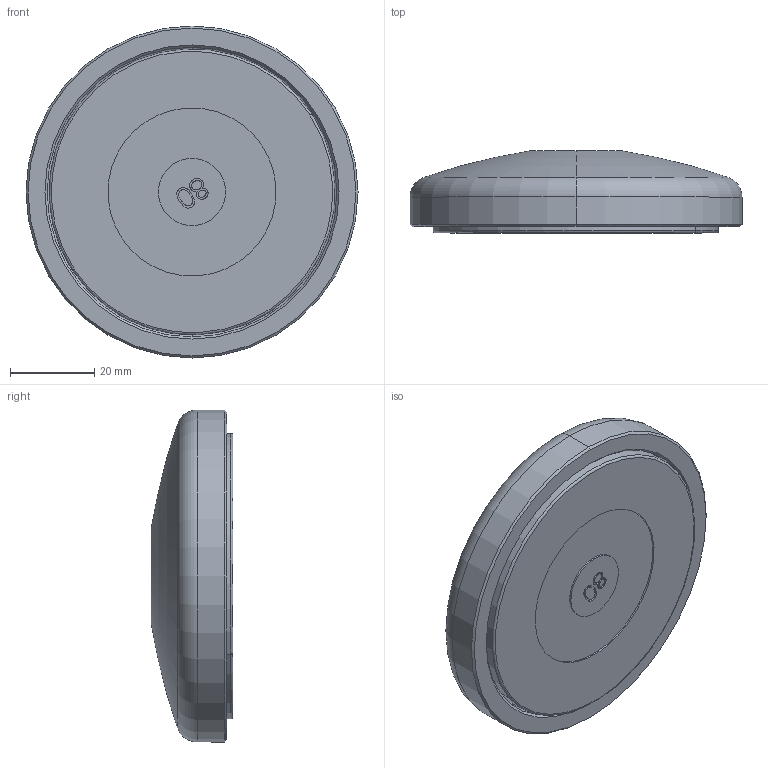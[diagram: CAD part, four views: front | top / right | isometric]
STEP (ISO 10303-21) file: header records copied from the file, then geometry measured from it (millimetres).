
FILE_DESCRIPTION (( 'STEP AP214' ), '1' );
FILE_NAME ('098d080eg.STEP', '2014-08-11T12:24:55', ( '' ), ( '' ), 'SwSTEP 2.0', 'SolidWorks 2014', '' );
FILE_SCHEMA (( 'AUTOMOTIVE_DESIGN' ));
Length unit declared in the file: millimetre
Products named in the file (3): 098d080e_Standard; 098d080eg; 098dg080_Standard
Assembly tree (2 placements, depth 2):
  098d080eg
    098d080e_Standard
    098dg080_Standard
Bounding box: 79 x 19.5 x 79 mm (x, y, z)
Volume: 73676.3 mm3; surface area: 22920.5 mm2
Topology: 2 solids, 2 shells, 87 faces, 186 edges, 115 vertices
Faces by surface type: bspline 26, torus 20, cylinder 18, plane 15, cone 6, sphere 2
Entity records: 4110 total; most frequent: CARTESIAN_POINT 2227, ORIENTED_EDGE 372, DIRECTION 350, EDGE_CURVE 186, AXIS2_PLACEMENT_3D 150, VERTEX_POINT 115, EDGE_LOOP 99, FACE_OUTER_BOUND 87
